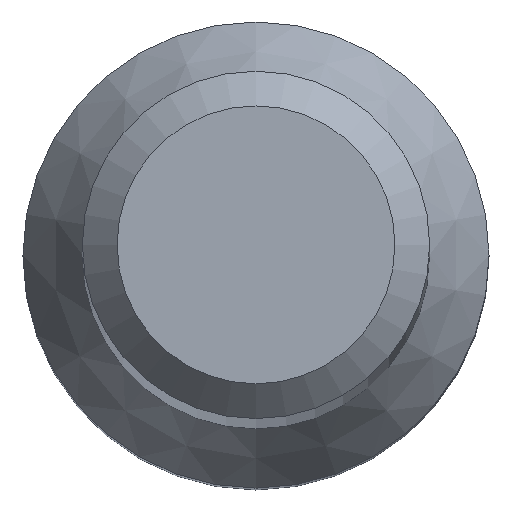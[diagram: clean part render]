
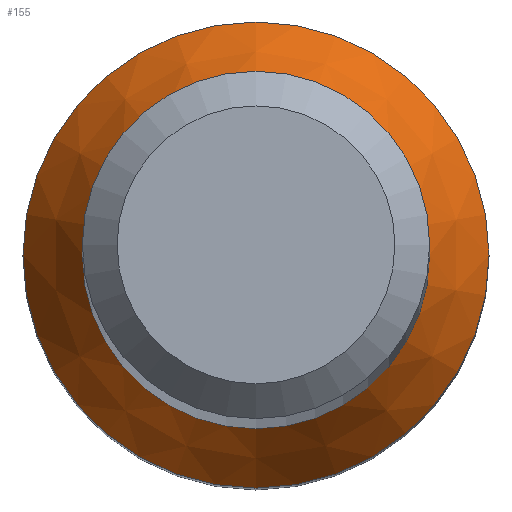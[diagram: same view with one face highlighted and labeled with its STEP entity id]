
A CAD part, top view. The second image highlights one B-rep face of the part: STEP entity #155.
In plain terms, the highlighted conical face has half-angle 30 degrees and reference radius 2.684 mm.
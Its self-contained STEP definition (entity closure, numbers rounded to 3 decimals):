
#26 = AXIS2_PLACEMENT_3D ( 'NONE', #132, #146, #206 ) ;
#28 = EDGE_CURVE ( 'NONE', #103, #103, #88, .T. ) ;
#40 = FACE_OUTER_BOUND ( 'NONE', #77, .T. ) ;
#44 = EDGE_CURVE ( 'NONE', #106, #106, #45, .T. ) ;
#45 = CIRCLE ( 'NONE', #137, 2. ) ;
#48 = DIRECTION ( 'NONE',  ( 0., 0., -1. ) ) ;
#77 = EDGE_LOOP ( 'NONE', ( #230 ) ) ;
#84 = EDGE_LOOP ( 'NONE', ( #101 ) ) ;
#88 = CIRCLE ( 'NONE', #26, 2.684 ) ;
#101 = ORIENTED_EDGE ( 'NONE', *, *, #44, .T. ) ;
#103 = VERTEX_POINT ( 'NONE', #232 ) ;
#106 = VERTEX_POINT ( 'NONE', #234 ) ;
#125 = CARTESIAN_POINT ( 'NONE',  ( 0., 0., 12.807 ) ) ;
#132 = CARTESIAN_POINT ( 'NONE',  ( 0., 0., 12.807 ) ) ;
#137 = AXIS2_PLACEMENT_3D ( 'NONE', #159, #141, #140 ) ;
#140 = DIRECTION ( 'NONE',  ( 0., 1., 0. ) ) ;
#141 = DIRECTION ( 'NONE',  ( 0., 0., -1. ) ) ;
#146 = DIRECTION ( 'NONE',  ( 0., 0., -1. ) ) ;
#150 = CONICAL_SURFACE ( 'NONE', #242, 2.684, 0.524 ) ;
#155 = ADVANCED_FACE ( 'NONE', ( #203, #40 ), #150, .T. ) ;
#159 = CARTESIAN_POINT ( 'NONE',  ( 0., 0., 13.992 ) ) ;
#169 = DIRECTION ( 'NONE',  ( 0., 1., 0. ) ) ;
#203 = FACE_BOUND ( 'NONE', #84, .T. ) ;
#206 = DIRECTION ( 'NONE',  ( 0., 1., 0. ) ) ;
#230 = ORIENTED_EDGE ( 'NONE', *, *, #28, .F. ) ;
#232 = CARTESIAN_POINT ( 'NONE',  ( 0., 2.684, 12.807 ) ) ;
#234 = CARTESIAN_POINT ( 'NONE',  ( 0., 2., 13.992 ) ) ;
#242 = AXIS2_PLACEMENT_3D ( 'NONE', #125, #48, #169 ) ;
